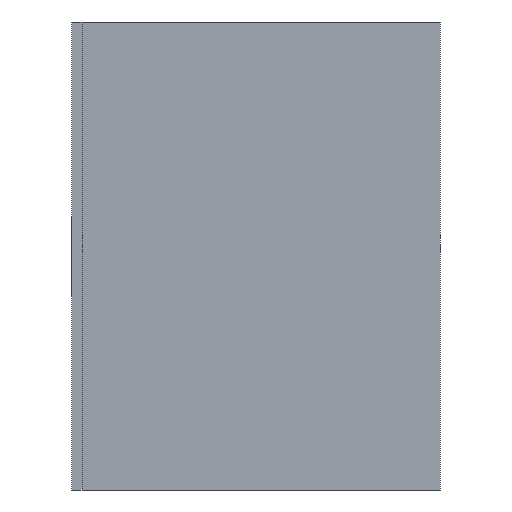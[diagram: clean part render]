
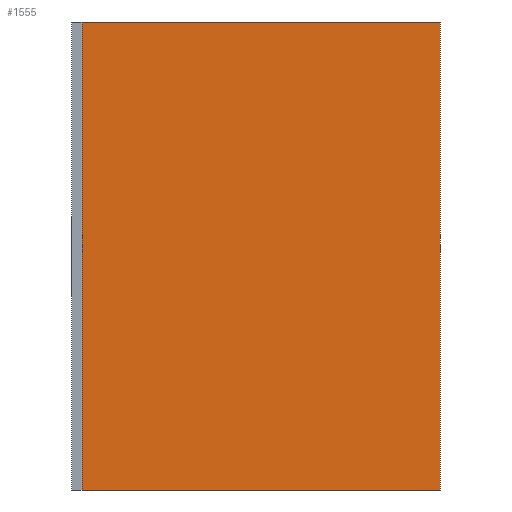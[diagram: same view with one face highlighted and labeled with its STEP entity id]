
A CAD part, left-side view. The second image highlights one B-rep face of the part: STEP entity #1555.
In plain terms, the highlighted planar face has unit normal (-1, 0, 0).
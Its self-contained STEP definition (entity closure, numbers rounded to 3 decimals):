
#26 = CARTESIAN_POINT ( 'NONE',  ( -0.008, 0., -0.33 ) ) ;
#128 = DIRECTION ( 'NONE',  ( 0., 1., 0. ) ) ;
#247 = VECTOR ( 'NONE', #632, 1000. ) ;
#473 = VERTEX_POINT ( 'NONE', #1419 ) ;
#512 = EDGE_CURVE ( 'NONE', #2202, #2746, #3048, .T. ) ;
#573 = LINE ( 'NONE', #1637, #1895 ) ;
#632 = DIRECTION ( 'NONE',  ( 0., 0., 1. ) ) ;
#697 = CARTESIAN_POINT ( 'NONE',  ( -0.008, -0.007, -0.33 ) ) ;
#722 = AXIS2_PLACEMENT_3D ( 'NONE', #2921, #2103, #3489 ) ;
#871 = DIRECTION ( 'NONE',  ( 0., 0., 1. ) ) ;
#1105 = DIRECTION ( 'NONE',  ( 0., 1., 0. ) ) ;
#1234 = CARTESIAN_POINT ( 'NONE',  ( -0.008, 0.245, -0.33 ) ) ;
#1349 = ORIENTED_EDGE ( 'NONE', *, *, #2025, .T. ) ;
#1419 = CARTESIAN_POINT ( 'NONE',  ( -0.008, -0.007, 0. ) ) ;
#1555 = ADVANCED_FACE ( 'NONE', ( #1558 ), #2075, .F. ) ;
#1558 = FACE_OUTER_BOUND ( 'NONE', #1766, .T. ) ;
#1637 = CARTESIAN_POINT ( 'NONE',  ( -0.008, -0.007, -0.33 ) ) ;
#1695 = LINE ( 'NONE', #2784, #1844 ) ;
#1766 = EDGE_LOOP ( 'NONE', ( #1349, #2150, #1919, #2124 ) ) ;
#1804 = EDGE_CURVE ( 'NONE', #2695, #2202, #2442, .T. ) ;
#1844 = VECTOR ( 'NONE', #128, 1000. ) ;
#1895 = VECTOR ( 'NONE', #871, 1000. ) ;
#1919 = ORIENTED_EDGE ( 'NONE', *, *, #1804, .F. ) ;
#2025 = EDGE_CURVE ( 'NONE', #473, #2746, #1695, .T. ) ;
#2075 = PLANE ( 'NONE',  #722 ) ;
#2085 = CARTESIAN_POINT ( 'NONE',  ( -0.008, 0.245, 0. ) ) ;
#2103 = DIRECTION ( 'NONE',  ( 1., 0., 0. ) ) ;
#2124 = ORIENTED_EDGE ( 'NONE', *, *, #2828, .T. ) ;
#2150 = ORIENTED_EDGE ( 'NONE', *, *, #512, .F. ) ;
#2202 = VERTEX_POINT ( 'NONE', #1234 ) ;
#2442 = LINE ( 'NONE', #26, #3204 ) ;
#2695 = VERTEX_POINT ( 'NONE', #697 ) ;
#2746 = VERTEX_POINT ( 'NONE', #2085 ) ;
#2784 = CARTESIAN_POINT ( 'NONE',  ( -0.008, 0., 0. ) ) ;
#2828 = EDGE_CURVE ( 'NONE', #2695, #473, #573, .T. ) ;
#2921 = CARTESIAN_POINT ( 'NONE',  ( -0.008, 0., -0.33 ) ) ;
#3048 = LINE ( 'NONE', #3356, #247 ) ;
#3204 = VECTOR ( 'NONE', #1105, 1000. ) ;
#3356 = CARTESIAN_POINT ( 'NONE',  ( -0.008, 0.245, -0.33 ) ) ;
#3489 = DIRECTION ( 'NONE',  ( 0., 1., 0. ) ) ;
